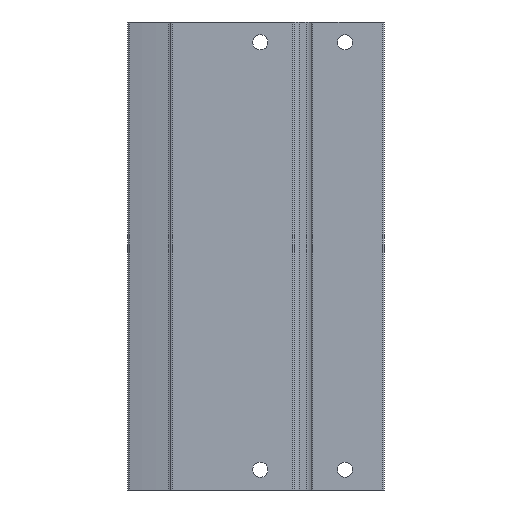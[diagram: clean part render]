
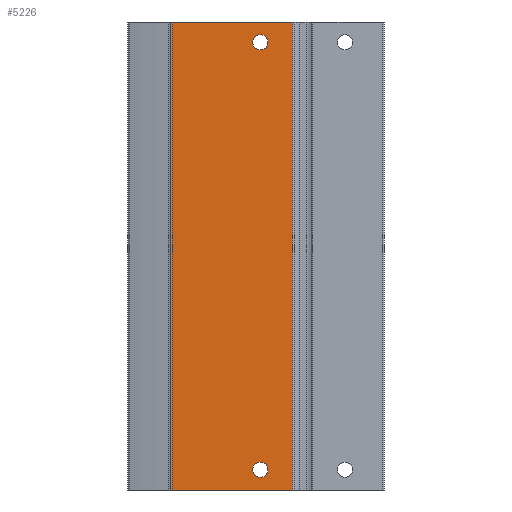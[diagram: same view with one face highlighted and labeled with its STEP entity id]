
A CAD part, front view. The second image highlights one B-rep face of the part: STEP entity #5226.
In plain terms, the highlighted planar face has unit normal (0, -1, 0).
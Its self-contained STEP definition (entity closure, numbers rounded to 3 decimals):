
#223=PLANE('',#5659);
#404=CIRCLE('',#5660,2.25);
#405=CIRCLE('',#5661,2.25);
#768=ORIENTED_EDGE('',*,*,#2128,.F.);
#769=ORIENTED_EDGE('',*,*,#2129,.F.);
#770=ORIENTED_EDGE('',*,*,#2130,.F.);
#771=ORIENTED_EDGE('',*,*,#2127,.F.);
#772=ORIENTED_EDGE('',*,*,#2131,.T.);
#773=ORIENTED_EDGE('',*,*,#2132,.T.);
#2127=EDGE_CURVE('',#2804,#2803,#3301,.T.);
#2128=EDGE_CURVE('',#2805,#2805,#404,.T.);
#2129=EDGE_CURVE('',#2806,#2806,#405,.T.);
#2130=EDGE_CURVE('',#2803,#2807,#3302,.T.);
#2131=EDGE_CURVE('',#2804,#2808,#3303,.T.);
#2132=EDGE_CURVE('',#2808,#2807,#3304,.T.);
#2803=VERTEX_POINT('',#8262);
#2804=VERTEX_POINT('',#8264);
#2805=VERTEX_POINT('',#8268);
#2806=VERTEX_POINT('',#8270);
#2807=VERTEX_POINT('',#8272);
#2808=VERTEX_POINT('',#8274);
#3301=LINE('',#8265,#3663);
#3302=LINE('',#8271,#3664);
#3303=LINE('',#8273,#3665);
#3304=LINE('',#8275,#3666);
#3663=VECTOR('',#6364,1000.);
#3664=VECTOR('',#6371,1000.);
#3665=VECTOR('',#6372,1000.);
#3666=VECTOR('',#6373,1000.);
#4032=EDGE_LOOP('',(#768));
#4033=EDGE_LOOP('',(#769));
#4034=EDGE_LOOP('',(#770,#771,#772,#773));
#4580=FACE_BOUND('',#4032,.T.);
#4581=FACE_BOUND('',#4033,.T.);
#4582=FACE_BOUND('',#4034,.T.);
#5226=ADVANCED_FACE('',(#4580,#4581,#4582),#223,.T.);
#5659=AXIS2_PLACEMENT_3D('',#8266,#6365,#6366);
#5660=AXIS2_PLACEMENT_3D('',#8267,#6367,#6368);
#5661=AXIS2_PLACEMENT_3D('',#8269,#6369,#6370);
#6364=DIRECTION('',(0.,0.,1.));
#6365=DIRECTION('',(0.,-1.,0.));
#6366=DIRECTION('',(0.,0.,-1.));
#6367=DIRECTION('',(0.,-1.,0.));
#6368=DIRECTION('',(0.,0.,-1.));
#6369=DIRECTION('',(0.,-1.,0.));
#6370=DIRECTION('',(0.,0.,-1.));
#6371=DIRECTION('',(1.,0.,0.));
#6372=DIRECTION('',(1.,0.,0.));
#6373=DIRECTION('',(0.,0.,1.));
#8262=CARTESIAN_POINT('',(-38.5,0.,0.));
#8264=CARTESIAN_POINT('',(-38.5,0.,-138.));
#8265=CARTESIAN_POINT('',(-38.5,0.,-138.));
#8266=CARTESIAN_POINT('',(-38.5,0.,-138.));
#8267=CARTESIAN_POINT('',(-12.5,0.,-132.));
#8268=CARTESIAN_POINT('',(-12.5,0.,-134.25));
#8269=CARTESIAN_POINT('',(-12.5,0.,-6.));
#8270=CARTESIAN_POINT('',(-12.5,0.,-8.25));
#8271=CARTESIAN_POINT('',(-38.5,0.,0.));
#8272=CARTESIAN_POINT('',(-3.,0.,0.));
#8273=CARTESIAN_POINT('',(-38.5,0.,-138.));
#8274=CARTESIAN_POINT('',(-3.,0.,-138.));
#8275=CARTESIAN_POINT('',(-3.,0.,-138.));
